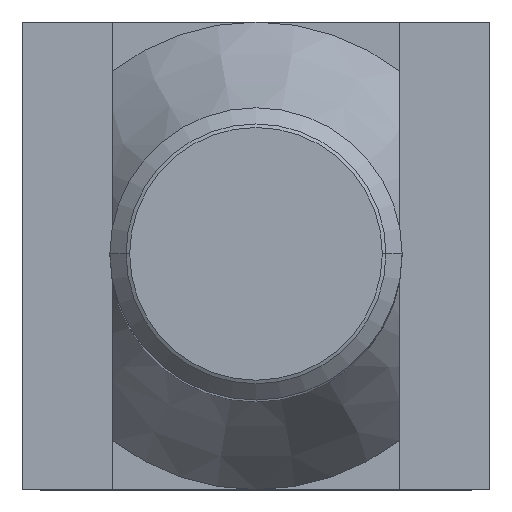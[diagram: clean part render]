
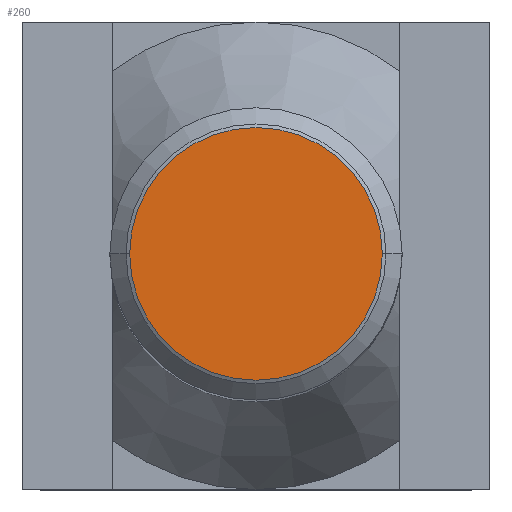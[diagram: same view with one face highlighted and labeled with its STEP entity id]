
A CAD part, top view. The second image highlights one B-rep face of the part: STEP entity #260.
In plain terms, the highlighted planar face has unit normal (0, 0, 1).
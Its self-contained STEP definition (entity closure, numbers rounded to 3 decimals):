
#154=EDGE_CURVE('',#320,#378,#411,.T.);
#260=ADVANCED_FACE('',(#527),#528,.T.);
#290=EDGE_CURVE('',#378,#320,#560,.T.);
#320=VERTEX_POINT('',#592);
#378=VERTEX_POINT('',#659);
#411=CIRCLE('',#690,8.647);
#527=FACE_OUTER_BOUND('',#856,.T.);
#528=PLANE('',#857);
#560=CIRCLE('',#909,8.647);
#592=CARTESIAN_POINT('',(-8.647,0.,80.0));
#659=CARTESIAN_POINT('',(8.647,0.,80.0));
#690=AXIS2_PLACEMENT_3D('',#1082,#1083,#1084);
#856=EDGE_LOOP('',(#1200,#1201));
#857=AXIS2_PLACEMENT_3D('',#1202,#1203,#1204);
#909=AXIS2_PLACEMENT_3D('',#1235,#1236,#1237);
#1082=CARTESIAN_POINT('',(0.,0.,80.0));
#1083=DIRECTION('',(0.0,-0.0,1.0));
#1084=DIRECTION('',(1.0,0.,0.0));
#1200=ORIENTED_EDGE('',*,*,#290,.T.);
#1201=ORIENTED_EDGE('',*,*,#154,.T.);
#1202=CARTESIAN_POINT('',(-4.375,0.,80.0));
#1203=DIRECTION('',(0.0,0.0,1.0));
#1204=DIRECTION('',(-1.0,0.,0.0));
#1235=CARTESIAN_POINT('',(0.,0.,80.0));
#1236=DIRECTION('',(0.0,-0.0,1.0));
#1237=DIRECTION('',(1.0,0.,0.0));
